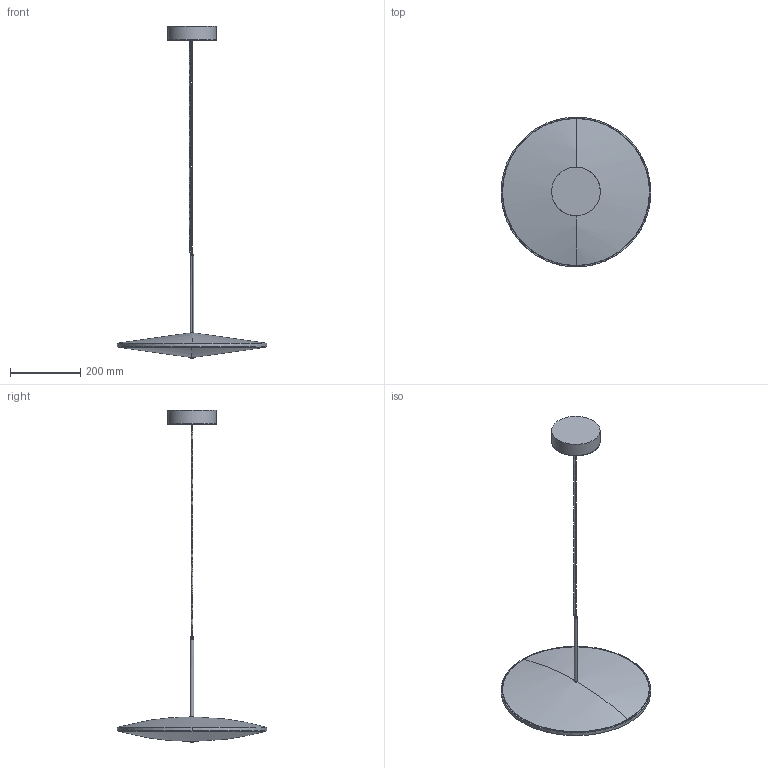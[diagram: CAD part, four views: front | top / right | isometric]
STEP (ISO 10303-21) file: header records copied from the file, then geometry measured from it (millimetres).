
FILE_DESCRIPTION(/* description */ (''),/* implementation_level */ '2;1');
FILE_NAME(/* name */ 'Dish17h_3D_mm',/* time_stamp */ '2025-06-24T08:53:59-07:00',/* author */ (''),/* organization */ (''),/* preprocessor_version */ 'ST-DEVELOPER v16.5',/* originating_system */ '',/* authorisation */ '');
FILE_SCHEMA (('AUTOMOTIVE_DESIGN'));
Length unit declared in the file: millimetre
Products named in the file (1): Document
Bounding box: 426 x 425.81 x 944.35 mm (x, y, z)
Volume: 611983.2 mm3; surface area: 372252.1 mm2
Topology: 4 solids, 8 shells, 72 faces, 145 edges, 91 vertices
Faces by surface type: bspline 50, plane 22
Entity records: 3485 total; most frequent: CARTESIAN_POINT 2515, ORIENTED_EDGE 282, EDGE_CURVE 145, VERTEX_POINT 91, EDGE_LOOP 81, ADVANCED_FACE 72, FACE_OUTER_BOUND 72, B_SPLINE_CURVE_WITH_KNOTS 36
